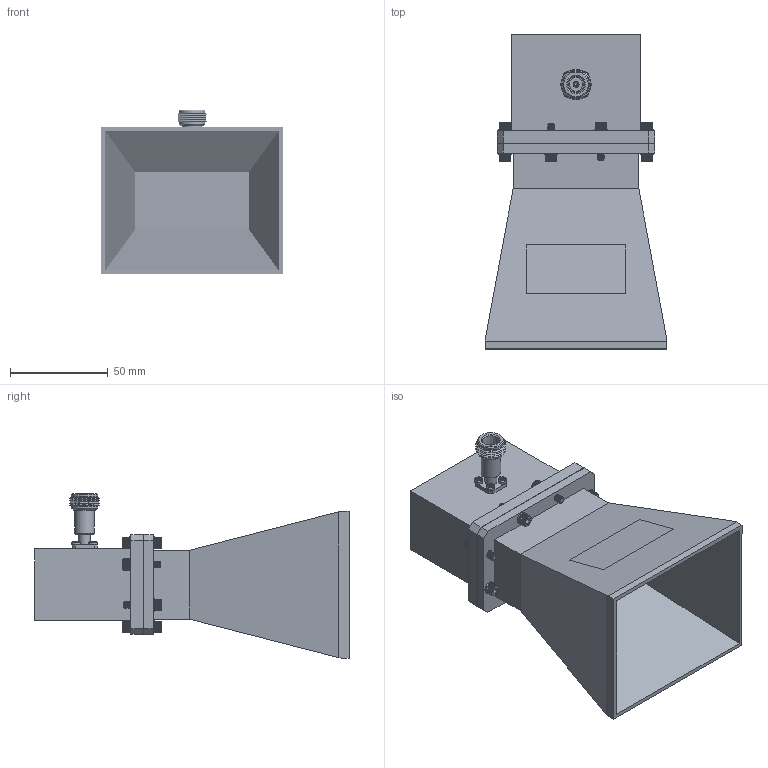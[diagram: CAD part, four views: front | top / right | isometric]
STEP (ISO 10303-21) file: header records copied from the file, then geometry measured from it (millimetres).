
FILE_DESCRIPTION (( 'STEP AP214' ), '1' );
FILE_NAME ('PEWAN229-10NF_3D.STEP', '2021-10-05T18:27:42', ( '' ), ( '' ), 'SwSTEP 2.0', 'SolidWorks 2021', '' );
FILE_SCHEMA (( 'AUTOMOTIVE_DESIGN' ));
Length unit declared in the file: inch
Products named in the file (10): Copy of 06142-con screw^Copy of 062-N CON_PE9823; 6-32SH-HXx.625_92196A150; Copy of 112-N^Copy of 062-N CON_PE9823; Copy of 112-N-PANEL^Copy of 062-N CON_PE9823; Copy of 062-N CON^PE9823; PE9823; 6-LW; PEWAN229-10; Copy of 229-01676^PE9823; PEWAN229-10NF_3D
Assembly tree (26 placements, depth 4):
  PEWAN229-10NF_3D
    PE9823
      Copy of 229-01676^PE9823
      Copy of 062-N CON^PE9823
        Copy of 06142-con screw^Copy of 062-N CON_PE9823  x4
        Copy of 112-N^Copy of 062-N CON_PE9823
        Copy of 112-N-PANEL^Copy of 062-N CON_PE9823
    PEWAN229-10
    6-32SH-HXx.625_92196A150  x8
    6-LW  x8
Bounding box: 92.52 x 160.37 x 84.06 mm (x, y, z)
Volume: 164201.3 mm3; surface area: 90921.7 mm2
Topology: 24 solids, 24 shells, 1876 faces, 4338 edges, 2539 vertices
Faces by surface type: plane 1205, cone 562, cylinder 89, bspline 20
Full cylindrical faces by diameter (mm): 1.7 x1, 2 x1, 2.7 x4, 3.04 x1, 3.454 x4, 3.7 x4, 3.75 x4, 4 x5, 4.3 x4, 6 x1, 7 x1, 10 x1, 13.5 x2
Entity records: 14103 total; most frequent: CARTESIAN_POINT 4579, ORIENTED_EDGE 1570, DIRECTION 1476, EDGE_CURVE 785, AXIS2_PLACEMENT_3D 562, VERTEX_POINT 505, EDGE_LOOP 466, FACE_OUTER_BOUND 388
